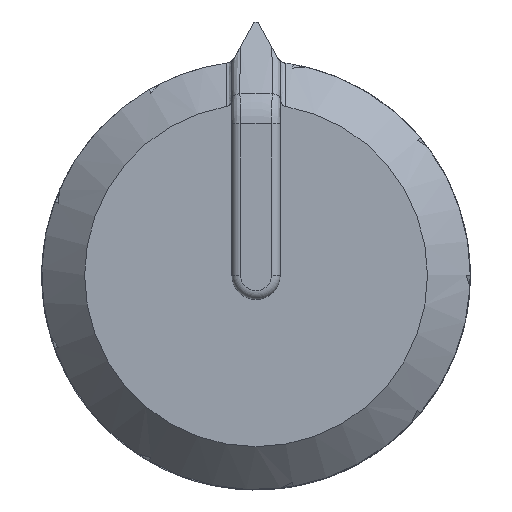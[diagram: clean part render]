
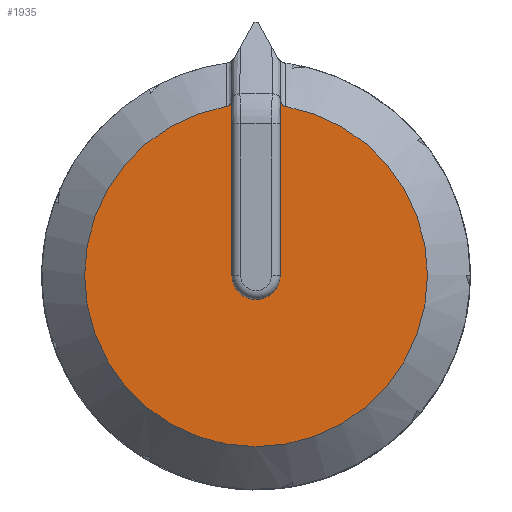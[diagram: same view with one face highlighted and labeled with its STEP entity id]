
A CAD part, top view. The second image highlights one B-rep face of the part: STEP entity #1935.
In plain terms, the highlighted planar face has unit normal (0, 0, 1).
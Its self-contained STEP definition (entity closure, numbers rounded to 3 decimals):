
#137=B_SPLINE_CURVE_WITH_KNOTS('',3,(#3138,#3139,#3140,#3141,#3142,#3143,
#3144,#3145,#3146,#3147),.UNSPECIFIED.,.F.,.F.,(4,2,2,2,4),(0.,0.019,
0.031,0.043,0.06),.UNSPECIFIED.);
#150=B_SPLINE_CURVE_WITH_KNOTS('',3,(#3273,#3274,#3275,#3276,#3277,#3278,
#3279,#3280,#3281,#3282),.UNSPECIFIED.,.F.,.F.,(4,2,2,2,4),(0.,0.01,
0.015,0.021,0.029),.UNSPECIFIED.);
#223=CIRCLE('',#2003,8.);
#245=CIRCLE('',#2038,1.125);
#355=FACE_OUTER_BOUND('',#463,.T.);
#463=EDGE_LOOP('',(#1696,#1697,#1698,#1699,#1700,#1701));
#534=LINE('',#3294,#643);
#549=LINE('',#3867,#658);
#643=VECTOR('',#2232,10.);
#658=VECTOR('',#2299,10.);
#782=VERTEX_POINT('',#3132);
#783=VERTEX_POINT('',#3137);
#784=VERTEX_POINT('',#3153);
#812=VERTEX_POINT('',#3272);
#814=VERTEX_POINT('',#3293);
#842=VERTEX_POINT('',#3863);
#1000=EDGE_CURVE('',#782,#783,#137,.T.);
#1002=EDGE_CURVE('',#783,#784,#223,.T.);
#1032=EDGE_CURVE('',#784,#812,#150,.T.);
#1035=EDGE_CURVE('',#814,#812,#534,.T.);
#1093=EDGE_CURVE('',#842,#814,#245,.T.);
#1095=EDGE_CURVE('',#782,#842,#549,.T.);
#1696=ORIENTED_EDGE('',*,*,#1035,.T.);
#1697=ORIENTED_EDGE('',*,*,#1032,.F.);
#1698=ORIENTED_EDGE('',*,*,#1002,.F.);
#1699=ORIENTED_EDGE('',*,*,#1000,.F.);
#1700=ORIENTED_EDGE('',*,*,#1095,.T.);
#1701=ORIENTED_EDGE('',*,*,#1093,.T.);
#1839=PLANE('',#2065);
#1935=ADVANCED_FACE('',(#355),#1839,.T.);
#2003=AXIS2_PLACEMENT_3D('',#3154,#2201,#2202);
#2038=AXIS2_PLACEMENT_3D('',#3864,#2294,#2295);
#2065=AXIS2_PLACEMENT_3D('',#4598,#2370,#2371);
#2201=DIRECTION('center_axis',(0.,0.,-1.));
#2202=DIRECTION('ref_axis',(1.,0.,0.));
#2232=DIRECTION('',(0.,1.,0.));
#2294=DIRECTION('center_axis',(0.,0.,-1.));
#2295=DIRECTION('ref_axis',(-1.,0.,0.));
#2299=DIRECTION('',(0.,-1.,0.));
#2370=DIRECTION('center_axis',(0.,0.,1.));
#2371=DIRECTION('ref_axis',(1.,0.,0.));
#3132=CARTESIAN_POINT('',(1.125,8.303,2.1));
#3137=CARTESIAN_POINT('',(1.388,7.879,2.1));
#3138=CARTESIAN_POINT('Ctrl Pts',(1.125,8.303,2.1));
#3139=CARTESIAN_POINT('Ctrl Pts',(1.125,8.239,2.1));
#3140=CARTESIAN_POINT('Ctrl Pts',(1.125,8.164,2.1));
#3141=CARTESIAN_POINT('Ctrl Pts',(1.17,8.035,2.1));
#3142=CARTESIAN_POINT('Ctrl Pts',(1.196,7.993,2.1));
#3143=CARTESIAN_POINT('Ctrl Pts',(1.251,7.931,2.1));
#3144=CARTESIAN_POINT('Ctrl Pts',(1.277,7.914,2.1));
#3145=CARTESIAN_POINT('Ctrl Pts',(1.329,7.889,2.1));
#3146=CARTESIAN_POINT('Ctrl Pts',(1.359,7.884,2.1));
#3147=CARTESIAN_POINT('Ctrl Pts',(1.388,7.879,2.1));
#3153=CARTESIAN_POINT('',(-1.388,7.879,2.1));
#3154=CARTESIAN_POINT('Origin',(0.,0.,
2.1));
#3272=CARTESIAN_POINT('',(-1.125,8.303,2.1));
#3273=CARTESIAN_POINT('Ctrl Pts',(-1.388,7.879,2.1));
#3274=CARTESIAN_POINT('Ctrl Pts',(-1.355,7.884,2.1));
#3275=CARTESIAN_POINT('Ctrl Pts',(-1.32,7.891,2.1));
#3276=CARTESIAN_POINT('Ctrl Pts',(-1.263,7.923,2.1));
#3277=CARTESIAN_POINT('Ctrl Pts',(-1.239,7.941,2.1));
#3278=CARTESIAN_POINT('Ctrl Pts',(-1.191,8.002,2.1));
#3279=CARTESIAN_POINT('Ctrl Pts',(-1.169,8.04,2.1));
#3280=CARTESIAN_POINT('Ctrl Pts',(-1.125,8.165,2.1));
#3281=CARTESIAN_POINT('Ctrl Pts',(-1.125,8.239,2.1));
#3282=CARTESIAN_POINT('Ctrl Pts',(-1.125,8.303,2.1));
#3293=CARTESIAN_POINT('',(-1.125,0.,2.1));
#3294=CARTESIAN_POINT('',(-1.125,3.96,2.1));
#3863=CARTESIAN_POINT('',(1.125,0.,2.1));
#3864=CARTESIAN_POINT('Origin',(0.,0.,
2.1));
#3867=CARTESIAN_POINT('',(1.125,0.,2.1));
#4598=CARTESIAN_POINT('Origin',(0.,0.,
2.1));
